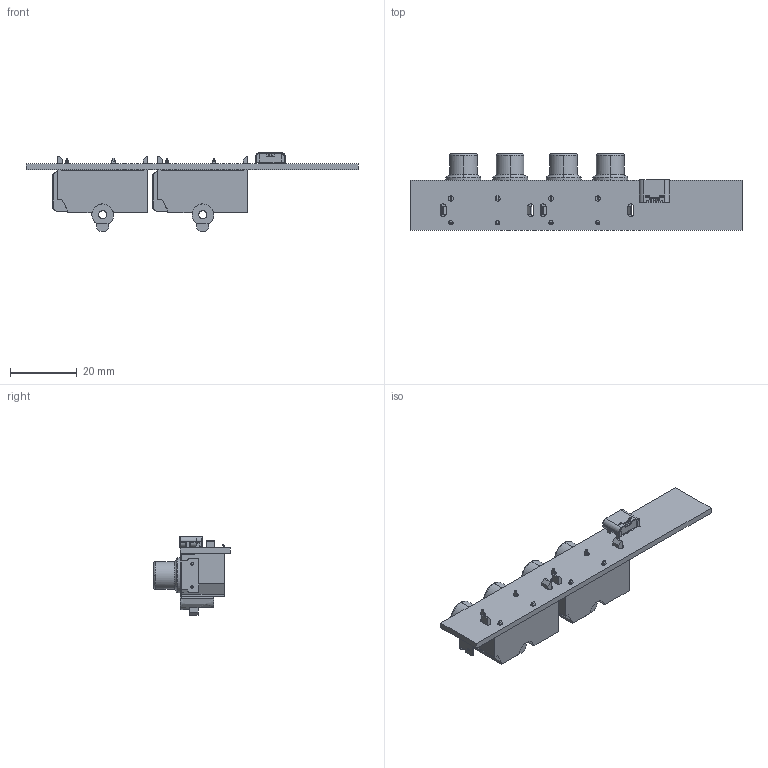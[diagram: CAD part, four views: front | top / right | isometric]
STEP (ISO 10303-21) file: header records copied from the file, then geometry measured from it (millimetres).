
FILE_DESCRIPTION(('KiCad electronic assembly'),'2;1');
FILE_NAME('OPA_PHONO.step','2022-01-13T14:44:28',('Pcbnew'),('Kicad'), 'Open CASCADE STEP processor 7.5','KiCad to STEP converter','Unknown' );
FILE_SCHEMA(('AUTOMOTIVE_DESIGN { 1 0 10303 214 1 1 1 1 }'));
Length unit declared in the file: millimetre
Products named in the file (6): OPA_PHONO 1; UJC-HP-3-SMT-TR; COMPOUND; pjras2x1s_series; SOLID; OPA_PHONO PCB
Assembly tree (6 placements, depth 3):
  OPA_PHONO 1
    UJC-HP-3-SMT-TR
      COMPOUND
    pjras2x1s_series  x2
      SOLID
    OPA_PHONO PCB
Bounding box: 99.5 x 22.95 x 23.62 mm (x, y, z)
Volume: 13426.9 mm3; surface area: 9332.3 mm2
Topology: 17 solids, 17 shells, 926 faces, 2437 edges, 1580 vertices
Faces by surface type: bspline 880, cylinder 24, plane 22
Full cylindrical faces by diameter (mm): 1.3 x4, 1.5 x4
Entity records: 44353 total; most frequent: CARTESIAN_POINT 18727, B_SPLINE_CURVE_WITH_KNOTS 4603, ORIENTED_EDGE 3874, PCURVE 3874, DEFINITIONAL_REPRESENTATION 3874, EDGE_CURVE 1937, SURFACE_CURVE 1929, VERTEX_POINT 1251
